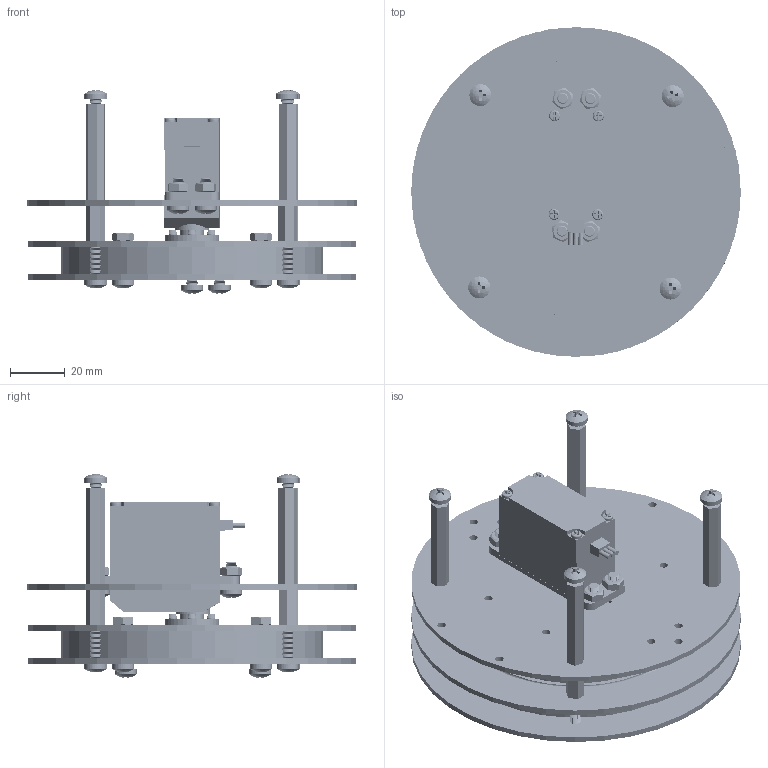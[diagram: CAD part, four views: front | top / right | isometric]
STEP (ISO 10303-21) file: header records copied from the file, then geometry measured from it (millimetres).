
FILE_DESCRIPTION (( 'STEP AP203' ), '1' );
FILE_NAME ('一维大圆装配体通用三维.STEP', '2025-01-08T14:27:12', ( '' ), ( '' ), 'SwSTEP 2.0', 'SolidWorks 2020', '' );
FILE_SCHEMA (( 'CONFIG_CONTROL_DESIGN' ));
Length unit declared in the file: millimetre
Products named in the file (17): 踢扽翋嗆攫; hex nuts, style 1-grades ab gb_GB_FASTENER_NUT_SNAB1 M4-S; M4X13邧籵肣翐; 嗆儂埴攫; cross recessed pan head screws gb_GB_CROSS_SCREWS_TYPE1 M3X6-6  H type-S; 埴遠; 苤埴攫; M4X35邧籵肣翐; 珨赻蚕僅堁怢; 001苤埴攫+嗆攫; 一维大圆装配体通用三维; cross recessed pan head screws gb_GB_CROSS_SCREWS_TYPE1 M4X16-16  H type-S; 等粣嗆儂; 004 埴攫嗆儂; 湮粣創; cross recessed pan head screws gb_GB_CROSS_SCREWS_TYPE1 M4X35-35  H type-S; cross recessed pan head screws gb_GB_CROSS_SCREWS_TYPE1 M4X10-10  H type-S
Assembly tree (55 placements, depth 4):
  一维大圆装配体通用三维
    珨赻蚕僅堁怢
      001苤埴攫+嗆攫
        苤埴攫
        踢扽翋嗆攫
        cross recessed pan head screws gb_GB_CROSS_SCREWS_TYPE1 M3X6-6  H type-S  x4
      湮粣創
      hex nuts, style 1-grades ab gb_GB_FASTENER_NUT_SNAB1 M4-S  x4
      埴遠  x2
      M4X13邧籵肣翐  x4
      苤埴攫
      cross recessed pan head screws gb_GB_CROSS_SCREWS_TYPE1 M4X16-16  H type-S  x4
      cross recessed pan head screws gb_GB_CROSS_SCREWS_TYPE1 M4X35-35  H type-S  x4
    M4X35邧籵肣翐  x4
    004 埴攫嗆儂
      嗆儂埴攫
      等粣嗆儂
      cross recessed pan head screws gb_GB_CROSS_SCREWS_TYPE1 M4X10-10  H type-S  x4
      hex nuts, style 1-grades ab gb_GB_FASTENER_NUT_SNAB1 M4-S  x4
    cross recessed pan head screws gb_GB_CROSS_SCREWS_TYPE1 M4X10-10  H type-S  x8
    hex nuts, style 1-grades ab gb_GB_FASTENER_NUT_SNAB1 M4-S  x4
Bounding box: 120 x 120 x 74.11 mm (x, y, z)
Volume: 130611.9 mm3; surface area: 104702.1 mm2
Topology: 52 solids, 52 shells, 6499 faces, 13871 edges, 7514 vertices
Faces by surface type: cone 3520, cylinder 2158, plane 761, sphere 48, torus 12
Entity records: 46971 total; most frequent: DIRECTION 8457, CARTESIAN_POINT 7526, ORIENTED_EDGE 7174, EDGE_CURVE 3587, AXIS2_PLACEMENT_3D 3295, VERTEX_POINT 2064, LINE 1867, VECTOR 1867
